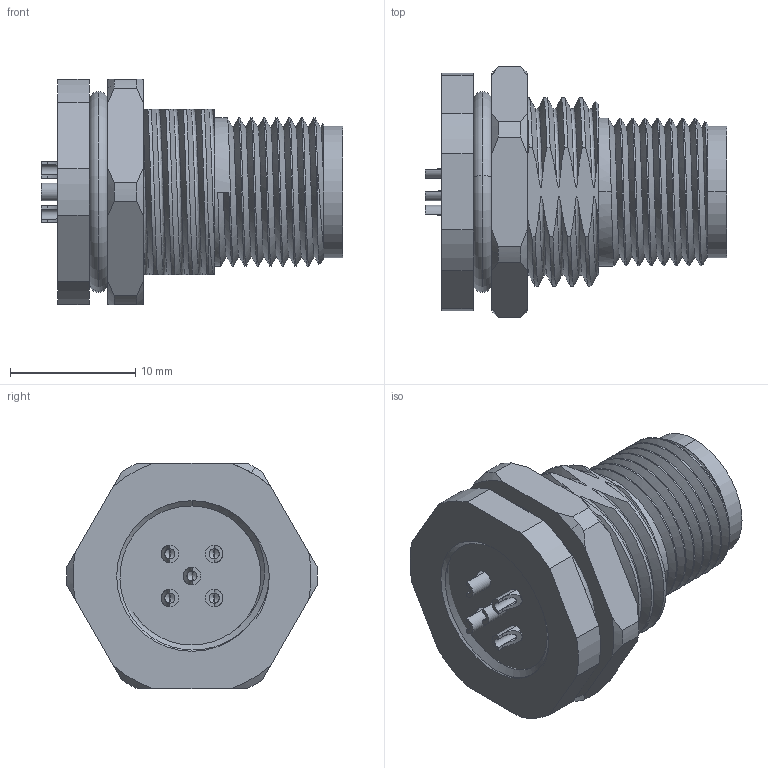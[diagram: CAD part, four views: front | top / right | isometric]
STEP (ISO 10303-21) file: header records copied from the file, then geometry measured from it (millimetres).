
FILE_DESCRIPTION (( 'STEP AP203' ), '1' );
FILE_NAME ('54-00350_revA.STEP', '2023-05-19T15:53:46', ( '' ), ( '' ), 'SwSTEP 2.0', 'SolidWorks 2021', '' );
FILE_SCHEMA (( 'CONFIG_CONTROL_DESIGN' ));
Length unit declared in the file: millimetre
Products named in the file (6): 54-00350-05___; 54-00350-04___; 54-00350-03___; 54-00350_revA; 54-00350-02; 54-00350-01___
Assembly tree (9 placements, depth 2):
  54-00350_revA
    54-00350-01___
    54-00350-02
    54-00350-05___
    54-00350-04___
    54-00350-03___  x5
Bounding box: 24 x 19.99 x 18 mm (x, y, z)
Volume: 3018.6 mm3; surface area: 5663.3 mm2
Topology: 10 solids, 10 shells, 407 faces, 992 edges, 626 vertices
Faces by surface type: cylinder 172, plane 81, cone 65, bspline 45, torus 34, sphere 10
Entity records: 23159 total; most frequent: CARTESIAN_POINT 16331, ORIENTED_EDGE 1404, DIRECTION 1141, EDGE_CURVE 702, AXIS2_PLACEMENT_3D 460, VERTEX_POINT 458, EDGE_LOOP 312, ADVANCED_FACE 271
